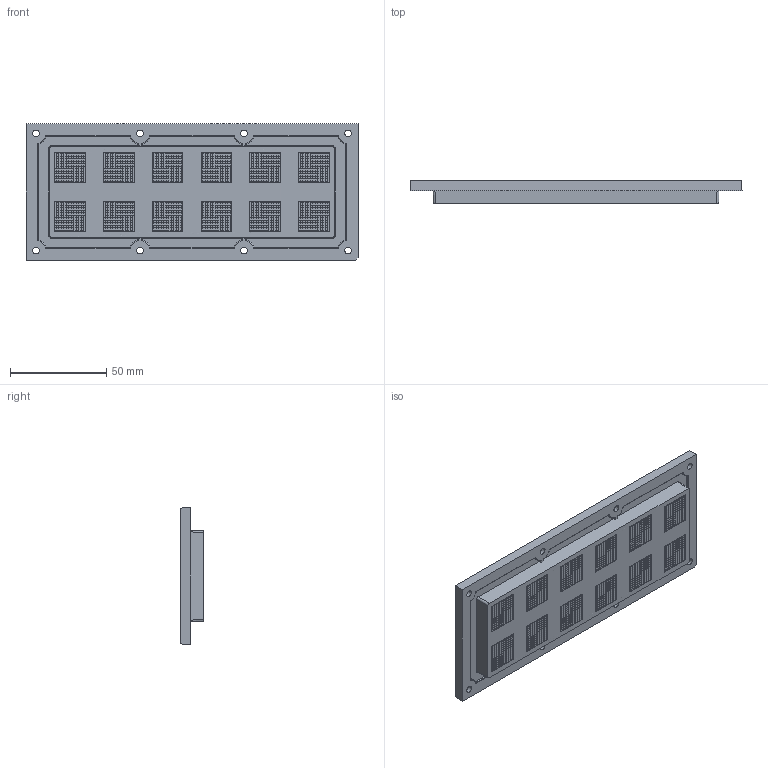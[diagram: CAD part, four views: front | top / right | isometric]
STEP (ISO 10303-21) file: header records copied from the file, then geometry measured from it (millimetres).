
FILE_DESCRIPTION((''),'2;1');
FILE_NAME('60G','2017-04-11T',('apple'),(''),'PRO/ENGINEER BY PARAMETRIC TECHNOLOGY CORPORATION, 2010280','PRO/ENGINEER BY PARAMETRIC TECHNOLOGY CORPORATION, 2010280','');
FILE_SCHEMA(('CONFIG_CONTROL_DESIGN'));
Products named in the file (1): 60G
Bounding box: 172.9 x 12.2 x 71.3 mm (x, y, z)
Volume: 51665.9 mm3; surface area: 39000.1 mm2
Topology: 1 solids, 1 shells, 3612 faces, 8061 edges, 4456 vertices
Faces by surface type: sphere 2112, plane 866, bspline 240, cylinder 220, cone 114, extrusion 48, torus 12
Entity records: 116220 total; most frequent: CARTESIAN_POINT 41262, ORIENTED_EDGE 16026, DIRECTION 15371, EDGE_CURVE 8013, AXIS2_PLACEMENT_3D 6828, VERTEX_POINT 4456, EDGE_LOOP 3681, FACE_OUTER_BOUND 3612
